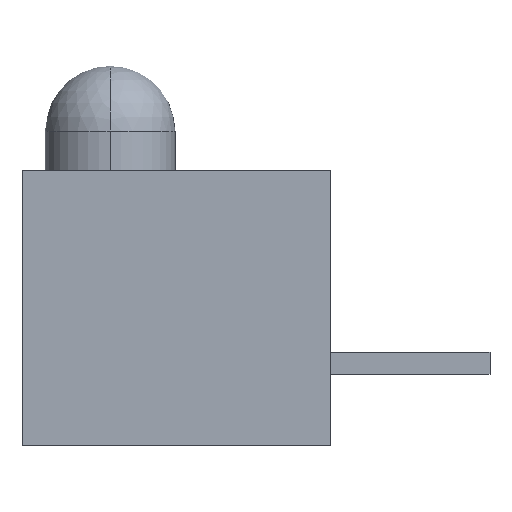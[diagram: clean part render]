
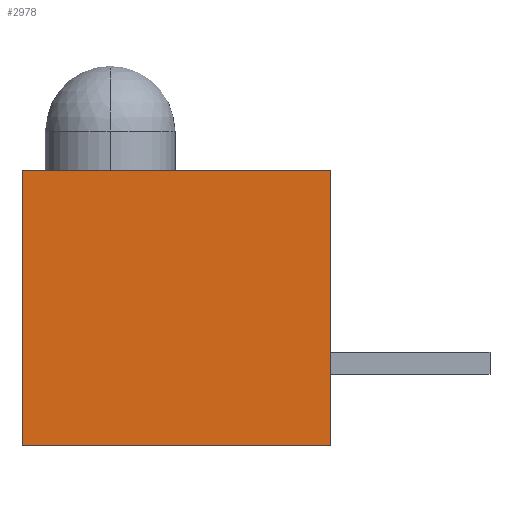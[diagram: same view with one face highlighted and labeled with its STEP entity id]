
A CAD part, left-side view. The second image highlights one B-rep face of the part: STEP entity #2978.
In plain terms, the highlighted planar face has unit normal (-1, 0, 0).
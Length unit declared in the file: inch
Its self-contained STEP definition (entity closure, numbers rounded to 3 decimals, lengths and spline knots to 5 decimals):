
#9=DIRECTION('',(0.,-1.,0.));
#10=VECTOR('',#9,0.28);
#11=CARTESIAN_POINT('',(0.,0.28,-0.25));
#12=LINE('',#11,#10);
#69=DIRECTION('',(0.,-1.,0.));
#70=VECTOR('',#69,0.28);
#71=CARTESIAN_POINT('',(0.,0.28,0.));
#72=LINE('',#71,#70);
#1123=DIRECTION('',(0.,0.,1.));
#1124=VECTOR('',#1123,0.25);
#1125=CARTESIAN_POINT('',(0.,0.28,-0.25));
#1126=LINE('',#1125,#1124);
#1131=DIRECTION('',(0.,0.,1.));
#1132=VECTOR('',#1131,0.25);
#1133=CARTESIAN_POINT('',(0.,0.,-0.25));
#1134=LINE('',#1133,#1132);
#1157=CARTESIAN_POINT('',(0.,0.28,-0.25));
#1158=CARTESIAN_POINT('',(0.,0.,-0.25));
#1159=VERTEX_POINT('',#1157);
#1160=VERTEX_POINT('',#1158);
#1161=CARTESIAN_POINT('',(0.,0.28,0.));
#1162=CARTESIAN_POINT('',(0.,0.,0.));
#1163=VERTEX_POINT('',#1161);
#1164=VERTEX_POINT('',#1162);
#2966=CARTESIAN_POINT('',(0.,0.28,-0.25));
#2967=DIRECTION('',(-1.,0.,0.));
#2968=DIRECTION('',(0.,-1.,0.));
#2969=AXIS2_PLACEMENT_3D('',#2966,#2967,#2968);
#2970=PLANE('',#2969);
#2971=ORIENTED_EDGE('',*,*,#1488,.F.);
#2972=ORIENTED_EDGE('',*,*,#1602,.T.);
#2973=ORIENTED_EDGE('',*,*,#1567,.T.);
#2975=ORIENTED_EDGE('',*,*,#2974,.F.);
#2976=EDGE_LOOP('',(#2971,#2972,#2973,#2975));
#2977=FACE_OUTER_BOUND('',#2976,.F.);
#2978=ADVANCED_FACE('',(#2977),#2970,.T.);
#1488=EDGE_CURVE('',#1159,#1160,#12,.T.);
#1567=EDGE_CURVE('',#1163,#1164,#72,.T.);
#1602=EDGE_CURVE('',#1159,#1163,#1126,.T.);
#2974=EDGE_CURVE('',#1160,#1164,#1134,.T.);
